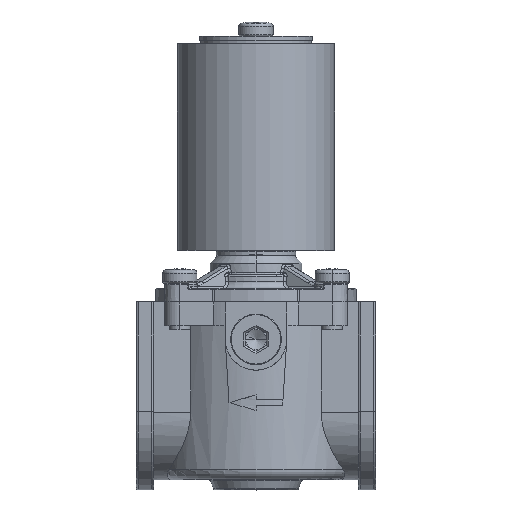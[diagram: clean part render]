
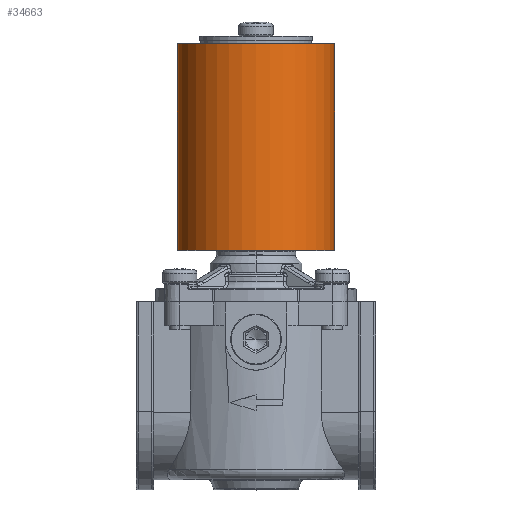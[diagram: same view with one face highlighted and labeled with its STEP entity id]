
A CAD part, top view. The second image highlights one B-rep face of the part: STEP entity #34663.
In plain terms, the highlighted cylindrical face has radius 23 mm (diameter 46 mm), a partial arc.
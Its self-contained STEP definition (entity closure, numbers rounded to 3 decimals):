
#34332=CARTESIAN_POINT('',(0.,-30.25,0.));
#34333=DIRECTION('',(0.,1.,0.));
#34334=DIRECTION('',(-0.652,0.,-0.758));
#34335=AXIS2_PLACEMENT_3D('',#34332,#34333,#34334);
#34375=DIRECTION('',(0.,1.,0.));
#34376=VECTOR('',#34375,60.5);
#34377=CARTESIAN_POINT('',(15.,-30.25,-17.436));
#34378=LINE('',#34377,#34376);
#34387=CARTESIAN_POINT('',(0.,30.25,0.));
#34388=DIRECTION('',(0.,1.,0.));
#34389=DIRECTION('',(-0.652,0.,-0.758));
#34390=AXIS2_PLACEMENT_3D('',#34387,#34388,#34389);
#34418=DIRECTION('',(0.,1.,0.));
#34419=VECTOR('',#34418,60.5);
#34420=CARTESIAN_POINT('',(-15.,-30.25,-17.436));
#34421=LINE('',#34420,#34419);
#34487=CARTESIAN_POINT('',(-15.,-30.25,-17.436));
#34489=VERTEX_POINT('',#34487);
#34490=CARTESIAN_POINT('',(15.,-30.25,-17.436));
#34491=VERTEX_POINT('',#34490);
#34494=CARTESIAN_POINT('',(-15.,30.25,-17.436));
#34495=CARTESIAN_POINT('',(15.,30.25,-17.436));
#34496=VERTEX_POINT('',#34494);
#34497=VERTEX_POINT('',#34495);
#34652=CARTESIAN_POINT('',(0.,-30.25,0.));
#34653=DIRECTION('',(0.,1.,0.));
#34654=DIRECTION('',(1.,0.,0.));
#34655=AXIS2_PLACEMENT_3D('',#34652,#34653,#34654);
#34656=CYLINDRICAL_SURFACE('',#34655,23.);
#34657=ORIENTED_EDGE('',*,*,#34541,.F.);
#34658=ORIENTED_EDGE('',*,*,#34569,.T.);
#34659=ORIENTED_EDGE('',*,*,#34629,.T.);
#34660=ORIENTED_EDGE('',*,*,#34615,.F.);
#34661=EDGE_LOOP('',(#34657,#34658,#34659,#34660));
#34662=FACE_OUTER_BOUND('',#34661,.F.);
#34663=ADVANCED_FACE('',(#34662),#34656,.T.);
#34336=CIRCLE('',#34335,23.);
#34391=CIRCLE('',#34390,23.);
#34541=EDGE_CURVE('',#34489,#34491,#34336,.T.);
#34569=EDGE_CURVE('',#34489,#34496,#34421,.T.);
#34615=EDGE_CURVE('',#34491,#34497,#34378,.T.);
#34629=EDGE_CURVE('',#34496,#34497,#34391,.T.);
